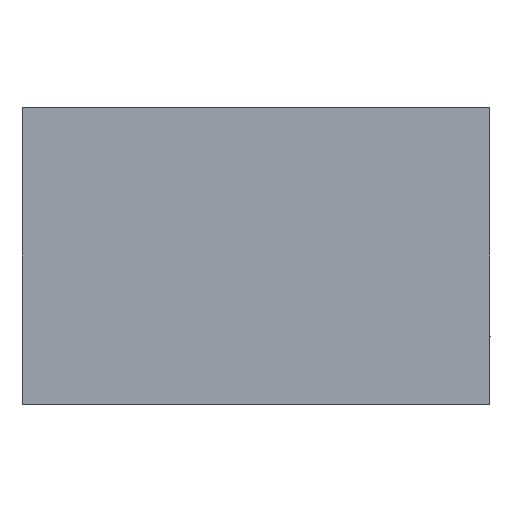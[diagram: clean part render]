
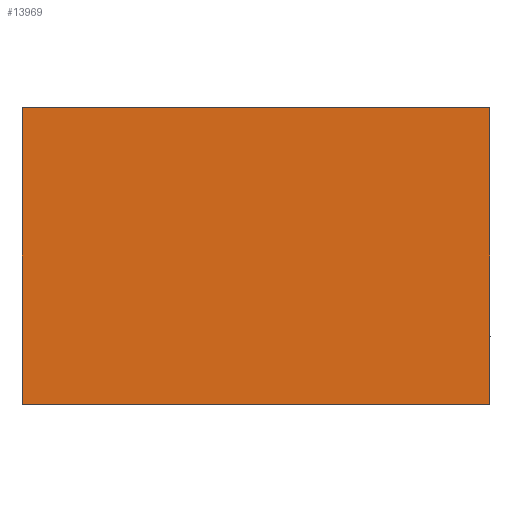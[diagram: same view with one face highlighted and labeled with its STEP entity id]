
A CAD part, left-side view. The second image highlights one B-rep face of the part: STEP entity #13969.
In plain terms, the highlighted planar face has unit normal (-1, 0, 0).
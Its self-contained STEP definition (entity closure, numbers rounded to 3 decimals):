
#1742=PLANE('',#14309);
#2867=LINE('',#26411,#3997);
#2872=LINE('',#26452,#4002);
#2873=LINE('',#26454,#4003);
#2874=LINE('',#26455,#4004);
#3997=VECTOR('',#15994,10.);
#4002=VECTOR('',#16063,10.);
#4003=VECTOR('',#16066,10.);
#4004=VECTOR('',#16067,10.);
#4769=FACE_OUTER_BOUND('',#5585,.T.);
#5585=EDGE_LOOP('',(#13176,#13177,#13178,#13179,#13180,#13181,#13182,#13183));
#5595=CIRCLE('',#14008,1.);
#5604=CIRCLE('',#14295,1.);
#5607=CIRCLE('',#14300,1.);
#5610=CIRCLE('',#14305,1.);
#5623=VERTEX_POINT('',#16114);
#5624=VERTEX_POINT('',#16116);
#6984=VERTEX_POINT('',#26405);
#6986=VERTEX_POINT('',#26409);
#6987=VERTEX_POINT('',#26430);
#6988=VERTEX_POINT('',#26432);
#6989=VERTEX_POINT('',#26439);
#6990=VERTEX_POINT('',#26446);
#7007=EDGE_CURVE('',#5623,#5624,#5595,.T.);
#9047=EDGE_CURVE('',#6986,#6984,#2867,.T.);
#9049=EDGE_CURVE('',#6987,#6988,#5604,.T.);
#9053=EDGE_CURVE('',#6984,#6989,#5607,.T.);
#9057=EDGE_CURVE('',#6990,#6986,#5610,.T.);
#9059=EDGE_CURVE('',#5624,#6990,#2872,.T.);
#9060=EDGE_CURVE('',#6988,#5623,#2873,.T.);
#9061=EDGE_CURVE('',#6989,#6987,#2874,.T.);
#13176=ORIENTED_EDGE('',*,*,#9053,.F.);
#13177=ORIENTED_EDGE('',*,*,#9047,.F.);
#13178=ORIENTED_EDGE('',*,*,#9057,.F.);
#13179=ORIENTED_EDGE('',*,*,#9059,.F.);
#13180=ORIENTED_EDGE('',*,*,#7007,.F.);
#13181=ORIENTED_EDGE('',*,*,#9060,.F.);
#13182=ORIENTED_EDGE('',*,*,#9049,.F.);
#13183=ORIENTED_EDGE('',*,*,#9061,.F.);
#13969=ADVANCED_FACE('',(#4769),#1742,.F.);
#14008=AXIS2_PLACEMENT_3D('',#16117,#14348,#14349);
#14295=AXIS2_PLACEMENT_3D('',#26433,#16032,#16033);
#14300=AXIS2_PLACEMENT_3D('',#26440,#16043,#16044);
#14305=AXIS2_PLACEMENT_3D('',#26447,#16054,#16055);
#14309=AXIS2_PLACEMENT_3D('',#26453,#16064,#16065);
#14348=DIRECTION('center_axis',(1.,0.,0.));
#14349=DIRECTION('ref_axis',(0.,0.707,0.707));
#15994=DIRECTION('',(0.,0.,-1.));
#16032=DIRECTION('center_axis',(1.,0.,0.));
#16033=DIRECTION('ref_axis',(0.,0.707,-0.707));
#16043=DIRECTION('center_axis',(1.,0.,0.));
#16044=DIRECTION('ref_axis',(0.,-0.707,-0.707));
#16054=DIRECTION('center_axis',(1.,0.,0.));
#16055=DIRECTION('ref_axis',(0.,-0.707,0.707));
#16063=DIRECTION('',(0.,-1.,0.));
#16064=DIRECTION('center_axis',(1.,0.,0.));
#16065=DIRECTION('ref_axis',(0.,0.,-1.));
#16066=DIRECTION('',(0.,0.,1.));
#16067=DIRECTION('',(0.,1.,0.));
#16114=CARTESIAN_POINT('',(0.,191.4,-1.));
#16116=CARTESIAN_POINT('',(0.,190.4,0.));
#16117=CARTESIAN_POINT('Origin',(0.,190.4,-1.));
#26405=CARTESIAN_POINT('',(0.,0.,-120.8));
#26409=CARTESIAN_POINT('',(0.,0.,-1.));
#26411=CARTESIAN_POINT('',(0.,0.,0.));
#26430=CARTESIAN_POINT('',(0.,190.4,-121.8));
#26432=CARTESIAN_POINT('',(0.,191.4,-120.8));
#26433=CARTESIAN_POINT('Origin',(0.,190.4,-120.8));
#26439=CARTESIAN_POINT('',(0.,1.,-121.8));
#26440=CARTESIAN_POINT('Origin',(0.,1.,-120.8));
#26446=CARTESIAN_POINT('',(0.,1.,0.));
#26447=CARTESIAN_POINT('Origin',(0.,1.,-1.));
#26452=CARTESIAN_POINT('',(0.,191.4,0.));
#26453=CARTESIAN_POINT('Origin',(0.,95.7,-60.9));
#26454=CARTESIAN_POINT('',(0.,191.4,-121.8));
#26455=CARTESIAN_POINT('',(0.,0.,-121.8));
